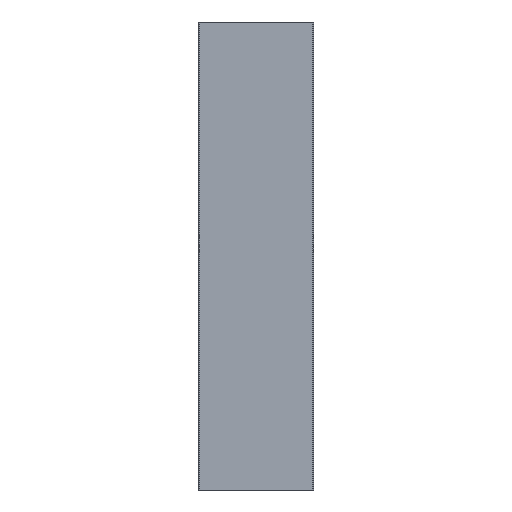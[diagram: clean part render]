
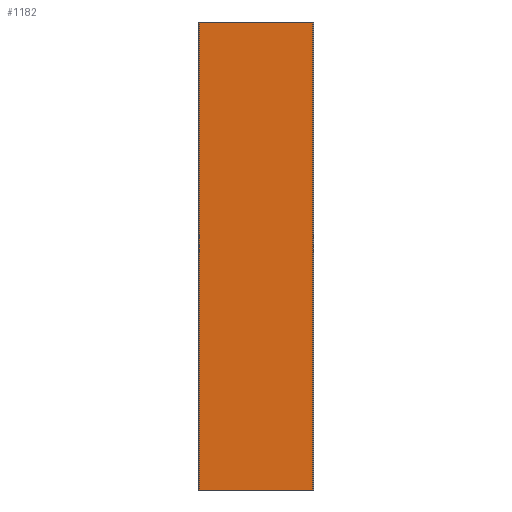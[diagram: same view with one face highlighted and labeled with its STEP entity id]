
A CAD part, front view. The second image highlights one B-rep face of the part: STEP entity #1182.
In plain terms, the highlighted planar face has unit normal (0, -1, 0).
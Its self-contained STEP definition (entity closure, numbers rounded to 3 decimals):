
#73 = CARTESIAN_POINT ( 'NONE',  ( -72.75, 0., 0. ) ) ;
#98 = CARTESIAN_POINT ( 'NONE',  ( 72.75, 0., 0. ) ) ;
#103 = CARTESIAN_POINT ( 'NONE',  ( -72.75, 0., 600. ) ) ;
#148 = ORIENTED_EDGE ( 'NONE', *, *, #1476, .F. ) ;
#185 = ORIENTED_EDGE ( 'NONE', *, *, #1475, .F. ) ;
#236 = VERTEX_POINT ( 'NONE', #73 ) ;
#336 = ORIENTED_EDGE ( 'NONE', *, *, #1378, .T. ) ;
#425 = VERTEX_POINT ( 'NONE', #103 ) ;
#464 = VERTEX_POINT ( 'NONE', #98 ) ;
#484 = ORIENTED_EDGE ( 'NONE', *, *, #1374, .T. ) ;
#504 = EDGE_LOOP ( 'NONE', ( #336, #148, #185, #484 ) ) ;
#540 = VERTEX_POINT ( 'NONE', #1218 ) ;
#565 = FACE_OUTER_BOUND ( 'NONE', #504, .T. ) ;
#799 = CARTESIAN_POINT ( 'NONE',  ( 72.75, 0., 600. ) ) ;
#800 = DIRECTION ( 'NONE',  ( 1., 0., 0. ) ) ;
#808 = CARTESIAN_POINT ( 'NONE',  ( 72.75, 0., 600. ) ) ;
#809 = DIRECTION ( 'NONE',  ( 0., 0., -1. ) ) ;
#853 = CARTESIAN_POINT ( 'NONE',  ( 72.75, 0., 600. ) ) ;
#858 = PLANE ( 'NONE',  #1324 ) ;
#861 = DIRECTION ( 'NONE',  ( 0., 1., 0. ) ) ;
#862 = DIRECTION ( 'NONE',  ( 0., 0., 1. ) ) ;
#931 = LINE ( 'NONE', #808, #995 ) ;
#934 = VECTOR ( 'NONE', #800, 1000. ) ;
#991 = LINE ( 'NONE', #799, #934 ) ;
#995 = VECTOR ( 'NONE', #809, 1000. ) ;
#1035 = VECTOR ( 'NONE', #1111, 1000. ) ;
#1038 = LINE ( 'NONE', #1109, #1035 ) ;
#1090 = VECTOR ( 'NONE', #1115, 1000. ) ;
#1098 = LINE ( 'NONE', #1119, #1090 ) ;
#1109 = CARTESIAN_POINT ( 'NONE',  ( -72.75, 0., 600. ) ) ;
#1111 = DIRECTION ( 'NONE',  ( 0., 0., -1. ) ) ;
#1115 = DIRECTION ( 'NONE',  ( 1., 0., 0. ) ) ;
#1119 = CARTESIAN_POINT ( 'NONE',  ( 72.75, 0., 0. ) ) ;
#1182 = ADVANCED_FACE ( 'NONE', ( #565 ), #858, .F. ) ;
#1218 = CARTESIAN_POINT ( 'NONE',  ( 72.75, 0., 600. ) ) ;
#1324 = AXIS2_PLACEMENT_3D ( 'NONE', #853, #861, #862 ) ;
#1374 = EDGE_CURVE ( 'NONE', #425, #236, #1038, .T. ) ;
#1378 = EDGE_CURVE ( 'NONE', #236, #464, #1098, .T. ) ;
#1475 = EDGE_CURVE ( 'NONE', #425, #540, #991, .T. ) ;
#1476 = EDGE_CURVE ( 'NONE', #540, #464, #931, .T. ) ;
